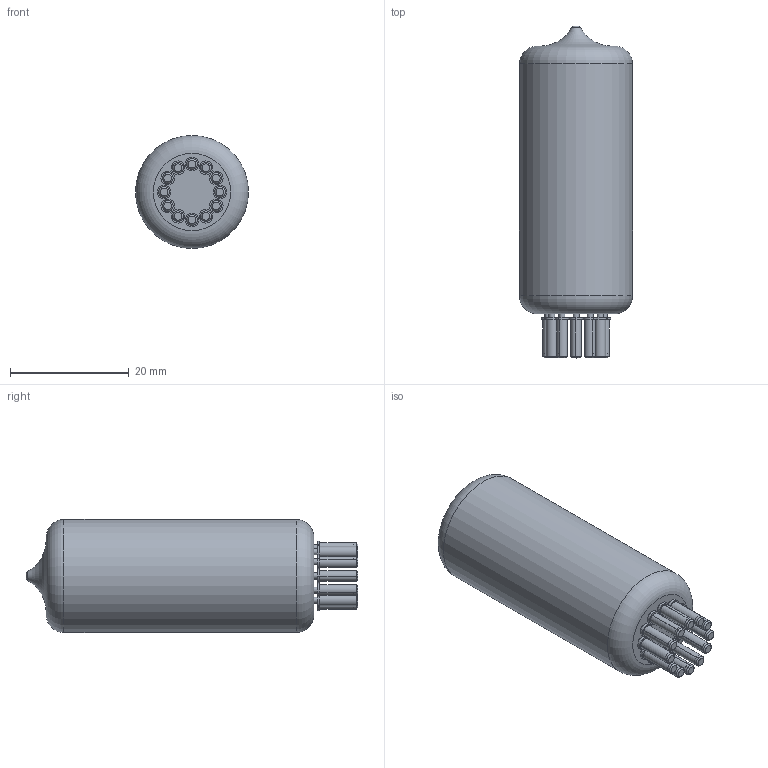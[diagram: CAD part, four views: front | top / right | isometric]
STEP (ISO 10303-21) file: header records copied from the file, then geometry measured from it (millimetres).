
FILE_DESCRIPTION(('FreeCAD Model'),'2;1');
FILE_NAME('Open CASCADE Shape Model','2025-10-13T02:58:52',(''),(''), 'Open CASCADE STEP processor 7.8','FreeCAD','Unknown');
FILE_SCHEMA(('AUTOMOTIVE_DESIGN { 1 0 10303 214 1 1 1 1 }'));
Length unit declared in the file: millimetre
Products named in the file (32): Unnamed; NIXIE_TUBE; ISOLATION; NUM7; MESH; CERAMIC_ROD; PIN; NUM8; NUM5; ANODE_BACK; NUM3; NUM6; NUM9; PLATE; GLASS_TUBE; WIRING <1>; WIRING; WIRING001; WIRING002; WIRING003; WIRING004; WIRING005; WIRING006; WIRING007; WIRING008; WIRING009; WIRING010; NUM4; NUM0; PLATE_2; Array; 4BF1903B-B3CD-473F-A65D-9EAACDE3B572
Assembly tree (74 placements, depth 4):
  Unnamed
    NIXIE_TUBE
      ISOLATION  x22
      NUM7
      MESH
      CERAMIC_ROD  x2
      PIN  x11
      NUM8
      NUM5
      ANODE_BACK
      NUM3
      NUM6
      NUM9
      PLATE
      GLASS_TUBE
      WIRING <1>
        WIRING
        WIRING001
        WIRING002
        WIRING003
        WIRING004
        WIRING005
        WIRING006
        WIRING007
        WIRING008
        WIRING009
        WIRING010
      NUM4
      NUM0
      PLATE_2
    Array
      4BF1903B-B3CD-473F-A65D-9EAACDE3B572  x12
Bounding box: 19 x 55.79 x 19 mm (x, y, z)
Volume: 3581.1 mm3; surface area: 10942.2 mm2
Topology: 71 solids, 71 shells, 1860 faces, 4800 edges, 3033 vertices
Faces by surface type: plane 1161, cylinder 415, bspline 144, cone 98, sphere 22, torus 17, revolution 3
Full cylindrical faces by diameter (mm): 0.3 x2, 0.6 x33, 1 x11, 1.3 x44, 2 x55, 3 x22, 8 x1, 9 x1, 10 x2, 17 x1, 19 x1
Entity records: 50678 total; most frequent: CARTESIAN_POINT 12772, ORIENTED_EDGE 8036, DIRECTION 6607, EDGE_CURVE 4018, LINE 2942, VECTOR 2942, VERTEX_POINT 2554, AXIS2_PLACEMENT_3D 1831
